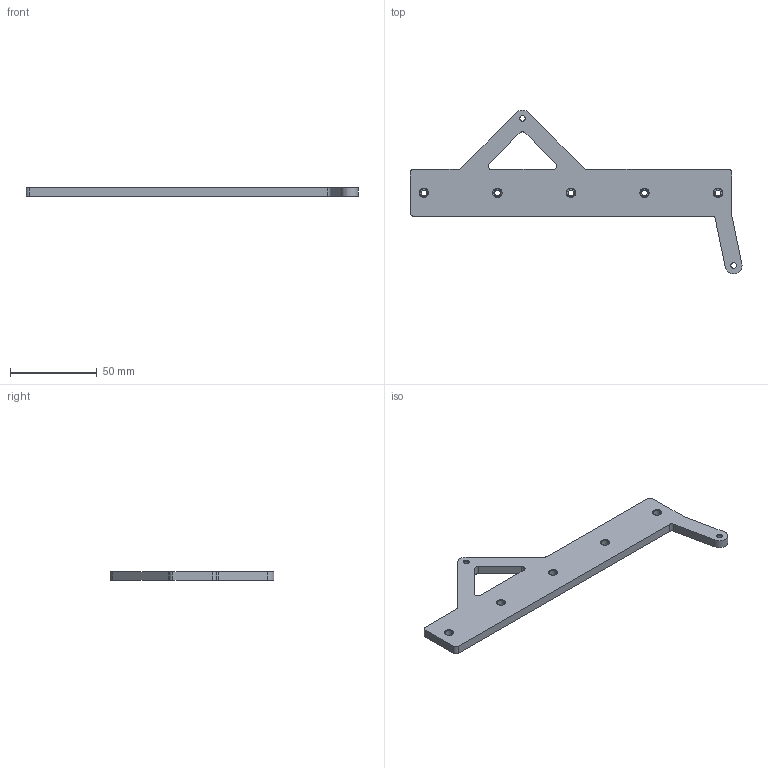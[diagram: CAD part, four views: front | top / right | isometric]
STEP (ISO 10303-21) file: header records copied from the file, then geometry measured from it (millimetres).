
FILE_DESCRIPTION(/* description */ (''),/* implementation_level */ '2;1');
FILE_NAME(/* name */ 'din_mount v4.step',/* time_stamp */ '2026-01-10T17:20:52-05:00',/* author */ (''),/* organization */ (''),/* preprocessor_version */ 'ST-DEVELOPER v20.1',/* originating_system */ 'Autodesk Translation Framework v14.21.0.0',/* authorisation */ '');
FILE_SCHEMA (('AUTOMOTIVE_DESIGN { 1 0 10303 214 3 1 1 }'));
Length unit declared in the file: millimetre
Products named in the file (1): din_mount
Bounding box: 191.85 x 94.68 x 5 mm (x, y, z)
Volume: 30218.3 mm3; surface area: 15717.1 mm2
Topology: 1 solids, 1 shells, 54 faces, 128 edges, 83 vertices
Faces by surface type: cylinder 26, plane 21, cone 7
Full cylindrical faces by diameter (mm): 3.3 x7, 4.7 x7
Entity records: 1640 total; most frequent: DIRECTION 297, CARTESIAN_POINT 266, ORIENTED_EDGE 256, EDGE_CURVE 128, AXIS2_PLACEMENT_3D 114, VERTEX_POINT 83, EDGE_LOOP 77, LINE 69
